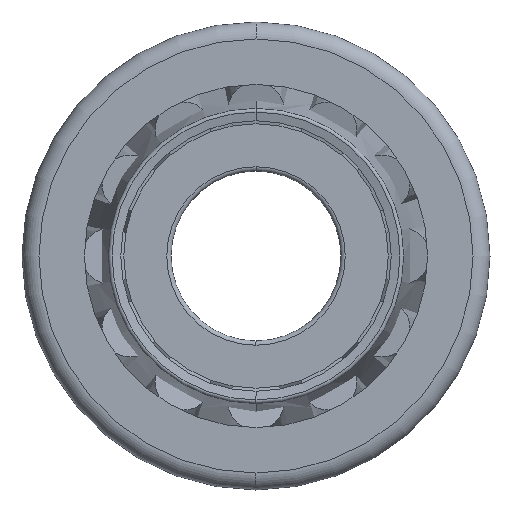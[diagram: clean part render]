
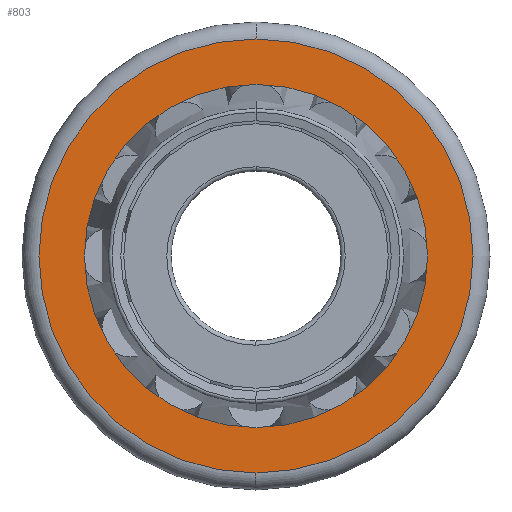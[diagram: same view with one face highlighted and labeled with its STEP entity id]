
A CAD part, left-side view. The second image highlights one B-rep face of the part: STEP entity #803.
In plain terms, the highlighted planar face has unit normal (-1, 0, 0).
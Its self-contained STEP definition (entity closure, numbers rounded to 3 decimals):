
#694=CARTESIAN_POINT('POINT223',(-0.01,
   0.,12.827));
#695=VERTEX_POINT('VERTEX223',#694);
#703=CARTESIAN_POINT('POINT224',(-0.01,
   0.,-12.827));
#704=VERTEX_POINT('VERTEX224',#703);
#711=CARTESIAN_POINT('POS406',(-0.01,0.,0.)
   );
#712=DIRECTION('DIR689',(-1.,0.,0.));
#713=DIRECTION('DIR690',(0.,0.,1.));
#714=AXIS2_PLACEMENT_3D('AXIS284',#711,#712,#713);
#715=CIRCLE('ELLIPSE148',#714,12.827);
#716=EDGE_CURVE('EDGE370',#704,#695,#715,.T.);
#727=EDGE_CURVE('EDGE371',#695,#704,#715,.T.);
#779=ORIENTED_EDGE('COEDGE745',*,*,#727,.F.);
#780=ORIENTED_EDGE('COEDGE746',*,*,#716,.F.);
#781=EDGE_LOOP('NONE',(#779,#780));
#782=FACE_BOUND('LOOP1',#781,.T.);
#783=CARTESIAN_POINT('POINT227',(-0.01,
   0.,16.224));
#784=VERTEX_POINT('VERTEX227',#783);
#785=CARTESIAN_POINT('POINT228',(-0.01,
   0.,-16.224));
#786=VERTEX_POINT('VERTEX228',#785);
#787=CARTESIAN_POINT('POS413',(-0.01,0.,0.)
   );
#788=DIRECTION('DIR701',(-1.,0.,0.));
#789=DIRECTION('DIR702',(0.,0.,1.));
#790=AXIS2_PLACEMENT_3D('AXIS289',#787,#788,#789);
#791=CIRCLE('ELLIPSE151',#790,16.224);
#792=EDGE_CURVE('EDGE376',#784,#786,#791,.T.);
#793=ORIENTED_EDGE('COEDGE747',*,*,#792,.T.);
#794=EDGE_CURVE('EDGE377',#786,#784,#791,.T.);
#795=ORIENTED_EDGE('COEDGE748',*,*,#794,.T.);
#796=EDGE_LOOP('NONE',(#793,#795));
#797=FACE_BOUND('LOOP1',#796,.T.);
#798=CARTESIAN_POINT('POS414',(-0.01,
   0.,14.526));
#799=DIRECTION('DIR703',(-1.,0.,0.));
#800=DIRECTION('DIR704',(0.,1.,0.));
#801=AXIS2_PLACEMENT_3D('AXIS290',#798,#799,#800);
#802=PLANE('PLANE64',#801);
#803=ADVANCED_FACE('FACE213',(#782,#797),#802,.T.);
